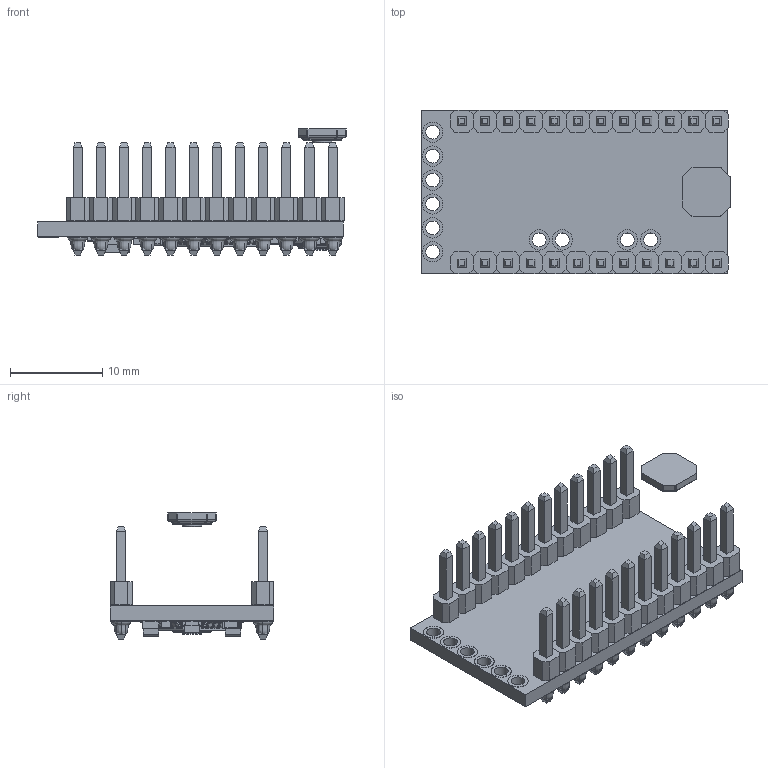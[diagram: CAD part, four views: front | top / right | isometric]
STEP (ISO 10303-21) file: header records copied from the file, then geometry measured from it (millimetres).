
FILE_DESCRIPTION(('HOOPS Exchange Step'),'2;1');
FILE_NAME('temp_export.step','2020-05-02T19:28:32+02:00',('mobile'),('Shapr3D Limited'),'HOOPS Exchange 2018.1','Shapr3D','Authorized');
FILE_SCHEMA( ('AP203_CONFIGURATION_CONTROLLED_3D_DESIGN_OF_MECHANICAL_PARTS_AND_ASSEMBLIES_MIM_LF') );
Length unit declared in the file: millimetre
Products named in the file (1): temp_export.x_b
Bounding box: 33.54 x 17.8 x 13.7 mm (x, y, z)
Volume: 1645.6 mm3; surface area: 5472.9 mm2
Topology: 191 solids, 191 shells, 1967 faces, 4599 edges, 2959 vertices
Faces by surface type: plane 1268, cylinder 421, sphere 154, bspline 124
Full cylindrical faces by diameter (mm): 1 x25, 1.5 x34, 2.1 x4, 2.2 x68
Entity records: 75095 total; most frequent: CARTESIAN_POINT 29933, DIRECTION 9146, ORIENTED_EDGE 9058, EDGE_CURVE 4529, AXIS2_PLACEMENT_3D 3065, VECTOR 3016, LINE 3016, VERTEX_POINT 2923
